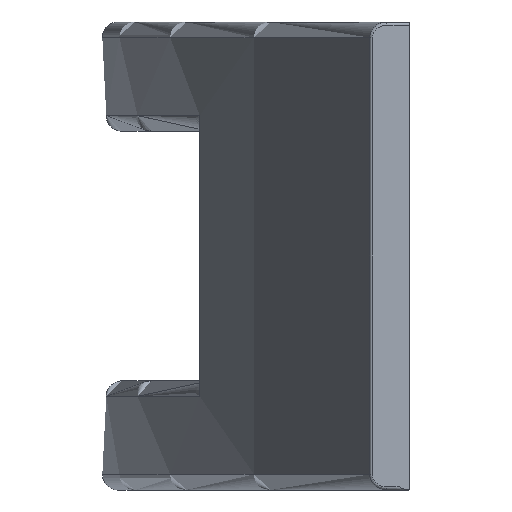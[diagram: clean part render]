
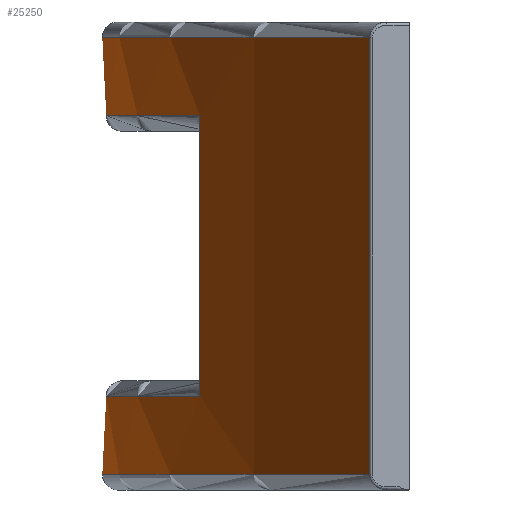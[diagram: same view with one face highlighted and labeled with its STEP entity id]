
A CAD part, left-side view. The second image highlights one B-rep face of the part: STEP entity #25250.
In plain terms, the highlighted cylindrical face has radius 145.003 mm (diameter 290.005 mm), a partial arc.
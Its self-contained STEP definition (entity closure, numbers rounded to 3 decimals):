
#6330=CARTESIAN_POINT('',(110.59,13.457,0.));
#6340=DIRECTION('',(0.,0.,1.));
#6350=VECTOR('',#6340,1.);
#6360=LINE('',#6330,#6350);
#6370=CARTESIAN_POINT('',(110.59,13.457,6.));
#6380=VERTEX_POINT('',#6370);
#6390=CARTESIAN_POINT('',(110.59,13.457,24.));
#6400=VERTEX_POINT('',#6390);
#6410=EDGE_CURVE('',#6380,#6400,#6360,.T.);
#14690=CARTESIAN_POINT('',(136.894,2.557,1.));
#14700=VERTEX_POINT('',#14690);
#24590=CARTESIAN_POINT('',(68.5,-125.303,0.));
#24600=DIRECTION('',(0.,0.,1.));
#24610=DIRECTION('',(1.,0.,0.));
#24620=AXIS2_PLACEMENT_3D('',#24590,#24600,#24610);
#24630=CYLINDRICAL_SURFACE('',#24620,145.003);
#24640=ORIENTED_EDGE('',*,*,#6410,.T.);
#24650=CARTESIAN_POINT('',(68.5,-125.303,6.));
#24660=DIRECTION('',(0.,0.,1.));
#24670=DIRECTION('',(1.,0.,0.));
#24680=AXIS2_PLACEMENT_3D('',#24650,#24660,#24670);
#24690=CIRCLE('',#24680,145.003);
#24700=CARTESIAN_POINT('',(26.41,13.457,6.));
#24710=VERTEX_POINT('',#24700);
#24720=EDGE_CURVE('',#6380,#24710,#24690,.T.);
#24730=ORIENTED_EDGE('',*,*,#24720,.F.);
#24740=CARTESIAN_POINT('',(26.41,13.457,0.));
#24750=DIRECTION('',(0.,0.,1.));
#24760=VECTOR('',#24750,1.);
#24770=LINE('',#24740,#24760);
#24780=CARTESIAN_POINT('',(26.41,13.457,24.));
#24790=VERTEX_POINT('',#24780);
#24800=EDGE_CURVE('',#24710,#24790,#24770,.T.);
#24810=ORIENTED_EDGE('',*,*,#24800,.F.);
#24820=CARTESIAN_POINT('',(68.5,-125.303,24.));
#24830=DIRECTION('',(0.,0.,1.));
#24840=DIRECTION('',(1.,0.,0.));
#24850=AXIS2_PLACEMENT_3D('',#24820,#24830,#24840);
#24860=CIRCLE('',#24850,145.003);
#24870=EDGE_CURVE('',#6400,#24790,#24860,.T.);
#24880=ORIENTED_EDGE('',*,*,#24870,.T.);
#24890=EDGE_LOOP('',(#24880,#24810,#24730,#24640));
#24900=FACE_BOUND('',#24890,.T.);
#24910=CARTESIAN_POINT('',(0.106,2.557,0.));
#24920=DIRECTION('',(0.,0.,1.));
#24930=VECTOR('',#24920,1.);
#24940=LINE('',#24910,#24930);
#24950=CARTESIAN_POINT('',(0.106,2.557,1.));
#24960=VERTEX_POINT('',#24950);
#24970=CARTESIAN_POINT('',(0.106,2.557,29.));
#24980=VERTEX_POINT('',#24970);
#24990=EDGE_CURVE('',#24960,#24980,#24940,.T.);
#25000=ORIENTED_EDGE('',*,*,#24990,.T.);
#25010=CARTESIAN_POINT('',(68.5,-125.303,1.));
#25020=DIRECTION('',(0.,0.,1.));
#25030=DIRECTION('',(1.,0.,0.));
#25040=AXIS2_PLACEMENT_3D('',#25010,#25020,#25030);
#25050=CIRCLE('',#25040,145.003);
#25060=EDGE_CURVE('',#14700,#24960,#25050,.T.);
#25070=ORIENTED_EDGE('',*,*,#25060,.T.);
#25080=CARTESIAN_POINT('',(136.894,2.557,0.));
#25090=DIRECTION('',(0.,0.,1.));
#25100=VECTOR('',#25090,1.);
#25110=LINE('',#25080,#25100);
#25120=CARTESIAN_POINT('',(136.894,2.557,29.));
#25130=VERTEX_POINT('',#25120);
#25140=EDGE_CURVE('',#14700,#25130,#25110,.T.);
#25150=ORIENTED_EDGE('',*,*,#25140,.F.);
#25160=CARTESIAN_POINT('',(68.5,-125.303,29.));
#25170=DIRECTION('',(0.,0.,1.));
#25180=DIRECTION('',(1.,0.,0.));
#25190=AXIS2_PLACEMENT_3D('',#25160,#25170,#25180);
#25200=CIRCLE('',#25190,145.003);
#25210=EDGE_CURVE('',#25130,#24980,#25200,.T.);
#25220=ORIENTED_EDGE('',*,*,#25210,.F.);
#25230=EDGE_LOOP('',(#25220,#25150,#25070,#25000));
#25240=FACE_OUTER_BOUND('',#25230,.T.);
#25250=ADVANCED_FACE('',(#24900,#25240),#24630,.T.);
